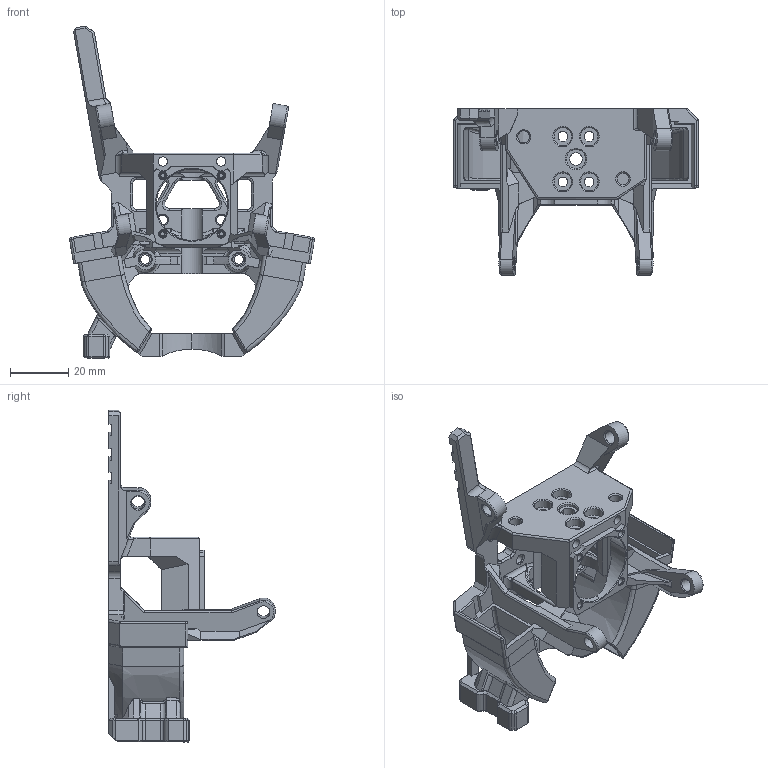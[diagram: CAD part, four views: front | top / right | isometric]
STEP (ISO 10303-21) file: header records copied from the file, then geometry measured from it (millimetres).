
FILE_DESCRIPTION(/* description */ (''),/* implementation_level */ '2;1');
FILE_NAME(/* name */ 'Toolhead Chube Air Orbiter.step',/* time_stamp */ '2025-08-19T21:25:32Z',/* author */ (''),/* organization */ (''),/* preprocessor_version */ 'ST-DEVELOPER v20.1',/* originating_system */ 'Autodesk Translation Framework v14.10.0.0',/* authorisation */ '');
FILE_SCHEMA (('AUTOMOTIVE_DESIGN { 1 0 10303 214 3 1 1 }'));
Length unit declared in the file: millimetre
Products named in the file (2): (Unsaved); Toolhead
Assembly tree (1 placements, depth 2):
  (Unsaved)
    Toolhead
Bounding box: 84.01 x 57.11 x 113.78 mm (x, y, z)
Volume: 38527.7 mm3; surface area: 29296.4 mm2
Topology: 1 solids, 1 shells, 767 faces, 2110 edges, 1331 vertices
Faces by surface type: plane 378, cylinder 183, bspline 104, cone 70, torus 28, sphere 4
Full cylindrical faces by diameter (mm): 2 x2, 2.3 x6, 3.2 x6, 4.1 x4, 4.4 x4, 6.2 x2, 6.5 x1
Entity records: 33741 total; most frequent: CARTESIAN_POINT 14720, ORIENTED_EDGE 4206, DIRECTION 3627, EDGE_CURVE 2103, VERTEX_POINT 1333, LINE 1271, VECTOR 1271, AXIS2_PLACEMENT_3D 1178
